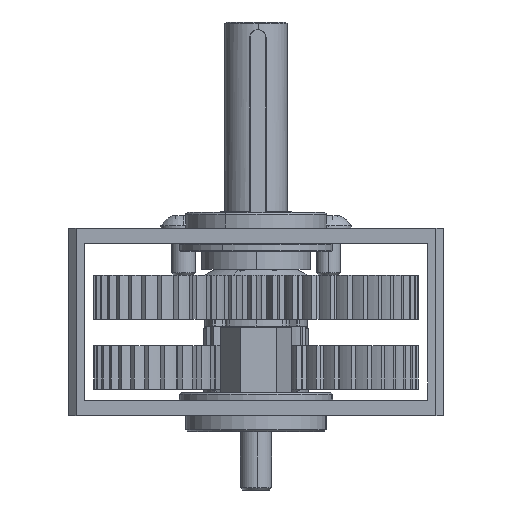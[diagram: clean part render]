
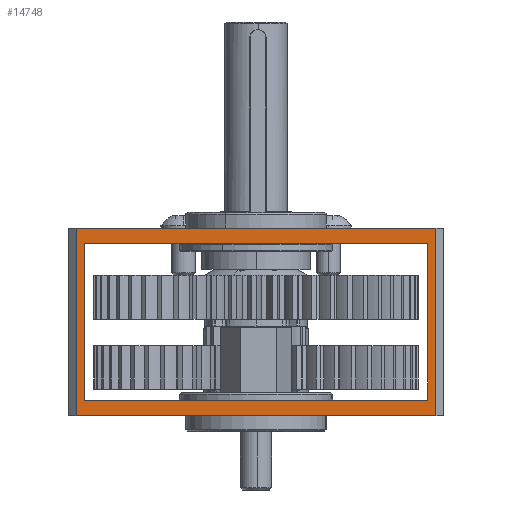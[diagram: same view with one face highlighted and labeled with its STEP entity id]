
A CAD part, left-side view. The second image highlights one B-rep face of the part: STEP entity #14748.
In plain terms, the highlighted planar face has unit normal (-1, 0, 0).
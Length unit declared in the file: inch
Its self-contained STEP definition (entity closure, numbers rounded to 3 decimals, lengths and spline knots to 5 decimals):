
#161 = EDGE_CURVE ( 'NONE', #6960, #6351, #33485, .T. ) ;
#215 = EDGE_CURVE ( 'NONE', #6539, #6517, #33559, .T. ) ;
#217 = EDGE_CURVE ( 'NONE', #7132, #6536, #33563, .T. ) ;
#218 = EDGE_CURVE ( 'NONE', #7223, #7110, #33533, .T. ) ;
#2771 = EDGE_CURVE ( 'NONE', #7223, #6536, #23723, .T. ) ;
#3038 = EDGE_CURVE ( 'NONE', #6517, #6960, #23804, .T. ) ;
#3215 = EDGE_CURVE ( 'NONE', #6351, #6539, #23873, .T. ) ;
#5173 = DIRECTION ( 'NONE',  ( 0., 1., 0. ) ) ;
#5201 = CARTESIAN_POINT ( 'NONE',  ( -10., -1.375, -0.625 ) ) ;
#5820 = DIRECTION ( 'NONE',  ( 0., 0., 1. ) ) ;
#5822 = DIRECTION ( 'NONE',  ( 1., 0., 0. ) ) ;
#5827 = PLANE ( 'NONE',  #13921 ) ;
#5829 = CARTESIAN_POINT ( 'NONE',  ( -10., 1.5, -0.75 ) ) ;
#6351 = VERTEX_POINT ( 'NONE', #34617 ) ;
#6517 = VERTEX_POINT ( 'NONE', #34499 ) ;
#6536 = VERTEX_POINT ( 'NONE', #34480 ) ;
#6539 = VERTEX_POINT ( 'NONE', #34476 ) ;
#6960 = VERTEX_POINT ( 'NONE', #9325 ) ;
#7110 = VERTEX_POINT ( 'NONE', #9186 ) ;
#7132 = VERTEX_POINT ( 'NONE', #9179 ) ;
#7223 = VERTEX_POINT ( 'NONE', #16341 ) ;
#7747 = EDGE_LOOP ( 'NONE', ( #10552, #10553, #10554, #10555 ) ) ;
#8853 = EDGE_CURVE ( 'NONE', #7132, #7110, #20242, .T. ) ;
#9179 = CARTESIAN_POINT ( 'NONE',  ( -10., -1.44, -0.75 ) ) ;
#9186 = CARTESIAN_POINT ( 'NONE',  ( -10., 1.44, -0.75 ) ) ;
#9325 = CARTESIAN_POINT ( 'NONE',  ( -10., -1.375, 0.625 ) ) ;
#10548 = ORIENTED_EDGE ( 'NONE', *, *, #215, .T. ) ;
#10549 = ORIENTED_EDGE ( 'NONE', *, *, #3038, .T. ) ;
#10550 = ORIENTED_EDGE ( 'NONE', *, *, #161, .T. ) ;
#10551 = ORIENTED_EDGE ( 'NONE', *, *, #3215, .T. ) ;
#10552 = ORIENTED_EDGE ( 'NONE', *, *, #8853, .F. ) ;
#10553 = ORIENTED_EDGE ( 'NONE', *, *, #217, .T. ) ;
#10554 = ORIENTED_EDGE ( 'NONE', *, *, #2771, .F. ) ;
#10555 = ORIENTED_EDGE ( 'NONE', *, *, #218, .T. ) ;
#13670 = FACE_BOUND ( 'NONE', #38478, .T. ) ;
#13678 = FACE_OUTER_BOUND ( 'NONE', #7747, .T. ) ;
#13921 = AXIS2_PLACEMENT_3D ( 'NONE', #5829, #5822, #5820 ) ;
#14748 = ADVANCED_FACE ( 'NONE', ( #13670, #13678 ), #5827, .F. ) ;
#16085 = DIRECTION ( 'NONE',  ( 0., 1., 0. ) ) ;
#16086 = CARTESIAN_POINT ( 'NONE',  ( -10., -1.5, -0.75 ) ) ;
#16341 = CARTESIAN_POINT ( 'NONE',  ( -10., 1.44, 0.75 ) ) ;
#20242 = LINE ( 'NONE', #16086, #20244 ) ;
#20244 = VECTOR ( 'NONE', #16085, 39.37008 ) ;
#22354 = DIRECTION ( 'NONE',  ( 0., -1., 0. ) ) ;
#22357 = CARTESIAN_POINT ( 'NONE',  ( -10., -1.375, 0.625 ) ) ;
#22600 = DIRECTION ( 'NONE',  ( 0., -1., 0. ) ) ;
#22602 = CARTESIAN_POINT ( 'NONE',  ( -10., -1.5, 0.75 ) ) ;
#23723 = LINE ( 'NONE', #22602, #23727 ) ;
#23727 = VECTOR ( 'NONE', #22600, 39.37008 ) ;
#23804 = LINE ( 'NONE', #22357, #23812 ) ;
#23812 = VECTOR ( 'NONE', #22354, 39.37008 ) ;
#23868 = VECTOR ( 'NONE', #5173, 39.37008 ) ;
#23873 = LINE ( 'NONE', #5201, #23868 ) ;
#28366 = CARTESIAN_POINT ( 'NONE',  ( -10., -1.44, -0.75 ) ) ;
#28374 = DIRECTION ( 'NONE',  ( 0., 0., 1. ) ) ;
#28496 = CARTESIAN_POINT ( 'NONE',  ( -10., 1.44, -0.75 ) ) ;
#28520 = DIRECTION ( 'NONE',  ( 0., 0., 1. ) ) ;
#28577 = DIRECTION ( 'NONE',  ( 0., 0., -1. ) ) ;
#28660 = CARTESIAN_POINT ( 'NONE',  ( -10., 1.375, 0.625 ) ) ;
#28875 = CARTESIAN_POINT ( 'NONE',  ( -10., -1.375, 0.625 ) ) ;
#29301 = DIRECTION ( 'NONE',  ( 0., 0., -1. ) ) ;
#33464 = VECTOR ( 'NONE', #29301, 39.37008 ) ;
#33485 = LINE ( 'NONE', #28875, #33464 ) ;
#33533 = LINE ( 'NONE', #28496, #33565 ) ;
#33541 = VECTOR ( 'NONE', #28374, 39.37008 ) ;
#33559 = LINE ( 'NONE', #28660, #33541 ) ;
#33563 = LINE ( 'NONE', #28366, #33564 ) ;
#33564 = VECTOR ( 'NONE', #28520, 39.37008 ) ;
#33565 = VECTOR ( 'NONE', #28577, 39.37008 ) ;
#34476 = CARTESIAN_POINT ( 'NONE',  ( -10., 1.375, -0.625 ) ) ;
#34480 = CARTESIAN_POINT ( 'NONE',  ( -10., -1.44, 0.75 ) ) ;
#34499 = CARTESIAN_POINT ( 'NONE',  ( -10., 1.375, 0.625 ) ) ;
#34617 = CARTESIAN_POINT ( 'NONE',  ( -10., -1.375, -0.625 ) ) ;
#38478 = EDGE_LOOP ( 'NONE', ( #10548, #10549, #10550, #10551 ) ) ;
